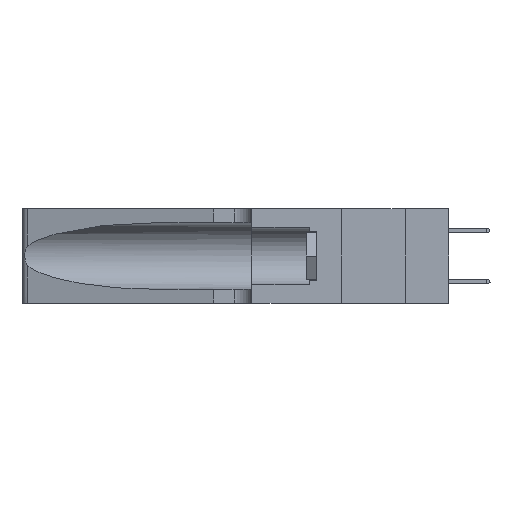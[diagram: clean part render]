
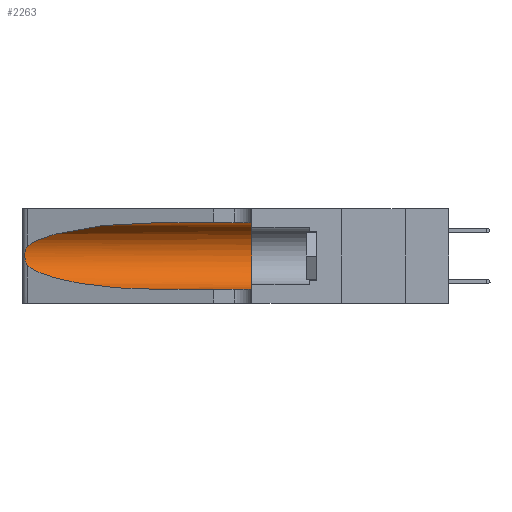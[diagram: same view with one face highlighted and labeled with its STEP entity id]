
A CAD part, left-side view. The second image highlights one B-rep face of the part: STEP entity #2263.
In plain terms, the highlighted cylindrical face has radius 3.308 mm (diameter 6.617 mm), a partial arc.
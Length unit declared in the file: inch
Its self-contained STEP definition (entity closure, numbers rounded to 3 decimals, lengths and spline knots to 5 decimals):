
#573 = CARTESIAN_POINT ( 'NONE',  ( 0.1305, 1.61858, 0.185 ) ) ;
#1261 = LINE ( 'NONE', #32989, #32228 ) ;
#1283 = CARTESIAN_POINT ( 'NONE',  ( 0.26075, 1.23896, 0.178 ) ) ;
#2038 = CARTESIAN_POINT ( 'NONE',  ( 0.25487, 1.22718, 0.14631 ) ) ;
#2263 = ADVANCED_FACE ( 'NONE', ( #5097 ), #7191, .F. ) ;
#3083 =( BOUNDED_CURVE ( )  B_SPLINE_CURVE ( 3, ( #30408, #22201, #14402, #33115 ),
 .UNSPECIFIED., .F., .T. ) 
 B_SPLINE_CURVE_WITH_KNOTS ( ( 4, 4 ),
 ( 3.44316, 4.71239 ),
 .UNSPECIFIED. ) 
 CURVE ( )  GEOMETRIC_REPRESENTATION_ITEM ( )  RATIONAL_B_SPLINE_CURVE ( ( 1., 0.87, 0.87, 1. ) ) 
 REPRESENTATION_ITEM ( '' )  );
#3296 = VERTEX_POINT ( 'NONE', #14560 ) ;
#3798 = CARTESIAN_POINT ( 'NONE',  ( 0.1305, 0.35, 0.31525 ) ) ;
#3906 = CARTESIAN_POINT ( 'NONE',  ( 0.1305, 0.72297, 0.31525 ) ) ;
#3926 = CIRCLE ( 'NONE', #14220, 0.13025 ) ;
#4366 = CARTESIAN_POINT ( 'NONE',  ( 0.25854, 1.2359, 0.20912 ) ) ;
#5097 = FACE_OUTER_BOUND ( 'NONE', #17093, .T. ) ;
#5304 = AXIS2_PLACEMENT_3D ( 'NONE', #573, #19288, #8308 ) ;
#6167 = VERTEX_POINT ( 'NONE', #3798 ) ;
#6239 = ORIENTED_EDGE ( 'NONE', *, *, #24584, .T. ) ;
#7191 = CYLINDRICAL_SURFACE ( 'NONE', #5304, 0.13025 ) ;
#7239 = DIRECTION ( 'NONE',  ( 0., 1., 0. ) ) ;
#7479 = CARTESIAN_POINT ( 'NONE',  ( 0.25487, 1.22718, 0.14631 ) ) ;
#8308 = DIRECTION ( 'NONE',  ( 0., 0., -1. ) ) ;
#9152 = VERTEX_POINT ( 'NONE', #9906 ) ;
#9275 = VERTEX_POINT ( 'NONE', #2038 ) ;
#9605 = CARTESIAN_POINT ( 'NONE',  ( 0.25639, 1.23184, 0.21858 ) ) ;
#9861 = LINE ( 'NONE', #27234, #32447 ) ;
#9906 = CARTESIAN_POINT ( 'NONE',  ( 0.1305, 0.72297, 0.05475 ) ) ;
#11204 = ORIENTED_EDGE ( 'NONE', *, *, #17047, .T. ) ;
#12174 = CARTESIAN_POINT ( 'NONE',  ( 0.25487, 1.22718, 0.22369 ) ) ;
#12195 = CARTESIAN_POINT ( 'NONE',  ( 0.1305, 0.72297, 0.31525 ) ) ;
#12298 = CARTESIAN_POINT ( 'NONE',  ( 0.25789, 1.23486, 0.15765 ) ) ;
#12398 = CARTESIAN_POINT ( 'NONE',  ( 0.25555, 1.22993, 0.14849 ) ) ;
#13618 = VERTEX_POINT ( 'NONE', #12195 ) ;
#14220 = AXIS2_PLACEMENT_3D ( 'NONE', #20551, #7239, #18227 ) ;
#14402 = CARTESIAN_POINT ( 'NONE',  ( 0.18966, 0.96281, 0.05475 ) ) ;
#14560 = CARTESIAN_POINT ( 'NONE',  ( 0.1305, 0.35, 0.05475 ) ) ;
#17022 = EDGE_CURVE ( 'NONE', #13618, #6167, #1261, .T. ) ;
#17047 = EDGE_CURVE ( 'NONE', #9275, #9152, #3083, .T. ) ;
#17093 = EDGE_LOOP ( 'NONE', ( #31099, #6239, #11204, #27662, #18380, #25481 ) ) ;
#17666 = CARTESIAN_POINT ( 'NONE',  ( 0.25856, 1.23593, 0.16098 ) ) ;
#18227 = DIRECTION ( 'NONE',  ( 0., 0., 1. ) ) ;
#18380 = ORIENTED_EDGE ( 'NONE', *, *, #33990, .F. ) ;
#19288 = DIRECTION ( 'NONE',  ( 0., -1., 0. ) ) ;
#20551 = CARTESIAN_POINT ( 'NONE',  ( 0.1305, 0.35, 0.185 ) ) ;
#22201 = CARTESIAN_POINT ( 'NONE',  ( 0.2373, 1.15595, 0.08982 ) ) ;
#22440 = CARTESIAN_POINT ( 'NONE',  ( 0.18966, 0.96281, 0.31525 ) ) ;
#23018 = CARTESIAN_POINT ( 'NONE',  ( 0.25639, 1.23186, 0.15144 ) ) ;
#23601 = EDGE_CURVE ( 'NONE', #9152, #3296, #9861, .T. ) ;
#24584 = EDGE_CURVE ( 'NONE', #25406, #9275, #33932, .T. ) ;
#25271 = CARTESIAN_POINT ( 'NONE',  ( 0.25487, 1.22718, 0.22369 ) ) ;
#25406 = VERTEX_POINT ( 'NONE', #31353 ) ;
#25481 = ORIENTED_EDGE ( 'NONE', *, *, #17022, .F. ) ;
#27079 = EDGE_CURVE ( 'NONE', #13618, #25406, #32232, .T. ) ;
#27234 = CARTESIAN_POINT ( 'NONE',  ( 0.1305, 1.61858, 0.05475 ) ) ;
#27662 = ORIENTED_EDGE ( 'NONE', *, *, #23601, .T. ) ;
#28221 = CARTESIAN_POINT ( 'NONE',  ( 0.25555, 1.22994, 0.2215 ) ) ;
#28333 = CARTESIAN_POINT ( 'NONE',  ( 0.25787, 1.23484, 0.2124 ) ) ;
#30128 = DIRECTION ( 'NONE',  ( 0., -1., 0. ) ) ;
#30408 = CARTESIAN_POINT ( 'NONE',  ( 0.25487, 1.22718, 0.14631 ) ) ;
#31099 = ORIENTED_EDGE ( 'NONE', *, *, #27079, .T. ) ;
#31353 = CARTESIAN_POINT ( 'NONE',  ( 0.25487, 1.22718, 0.22369 ) ) ;
#32228 = VECTOR ( 'NONE', #32875, 39.37008 ) ;
#32232 =( BOUNDED_CURVE ( )  B_SPLINE_CURVE ( 3, ( #3906, #22440, #33346, #12174 ),
 .UNSPECIFIED., .F., .T. ) 
 B_SPLINE_CURVE_WITH_KNOTS ( ( 4, 4 ),
 ( 1.5708, 2.84003 ),
 .UNSPECIFIED. ) 
 CURVE ( )  GEOMETRIC_REPRESENTATION_ITEM ( )  RATIONAL_B_SPLINE_CURVE ( ( 1., 0.87, 0.87, 1. ) ) 
 REPRESENTATION_ITEM ( '' )  );
#32447 = VECTOR ( 'NONE', #30128, 39.37008 ) ;
#32875 = DIRECTION ( 'NONE',  ( 0., -1., 0. ) ) ;
#32989 = CARTESIAN_POINT ( 'NONE',  ( 0.1305, 1.61858, 0.31525 ) ) ;
#33115 = CARTESIAN_POINT ( 'NONE',  ( 0.1305, 0.72297, 0.05475 ) ) ;
#33345 = CARTESIAN_POINT ( 'NONE',  ( 0.26018, 1.23835, 0.19895 ) ) ;
#33346 = CARTESIAN_POINT ( 'NONE',  ( 0.2373, 1.15595, 0.28018 ) ) ;
#33467 = CARTESIAN_POINT ( 'NONE',  ( 0.26017, 1.23833, 0.17102 ) ) ;
#33700 = CARTESIAN_POINT ( 'NONE',  ( 0.26075, 1.23896, 0.19203 ) ) ;
#33932 = B_SPLINE_CURVE_WITH_KNOTS ( 'NONE', 3,
 ( #25271, #28221, #9605, #28333, #4366, #33345, #33700, #1283, #33467, #17666, #12298, #23018, #12398, #7479 ),
 .UNSPECIFIED., .F., .F.,
 ( 4, 2, 2, 2, 2, 2, 4 ),
 ( 0., 0.00027, 0.00053, 0.00107, 0.0016, 0.00187, 0.00214 ),
 .UNSPECIFIED. ) ;
#33990 = EDGE_CURVE ( 'NONE', #6167, #3296, #3926, .T. ) ;
